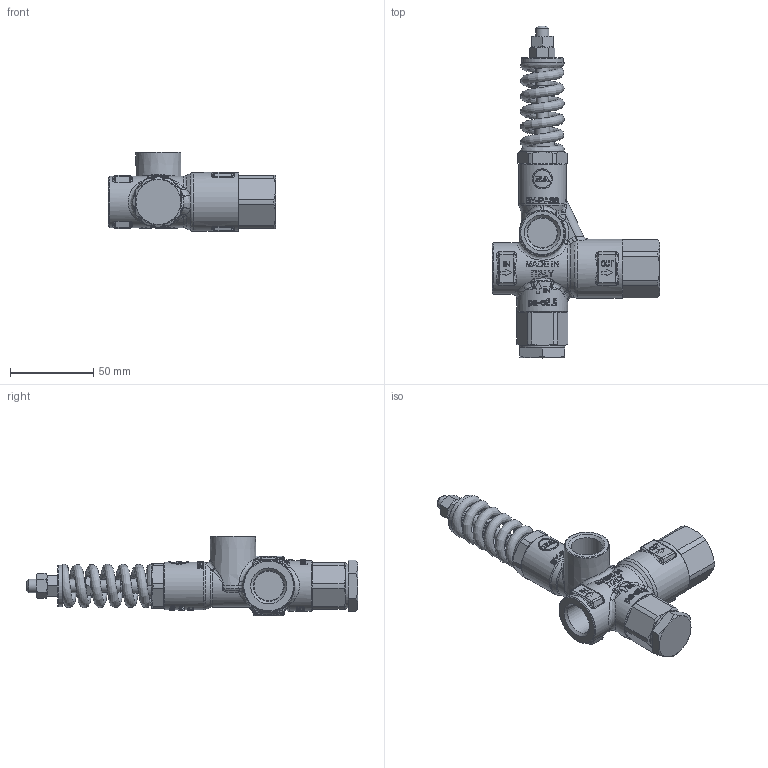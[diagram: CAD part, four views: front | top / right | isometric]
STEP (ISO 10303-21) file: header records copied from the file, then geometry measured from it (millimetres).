
FILE_DESCRIPTION(/* description */ (''),/* implementation_level */ '2;1');
FILE_NAME(/* name */ '60042360.stp',/* time_stamp */ '2021-04-23T10:52:03+02:00',/* author */ ('paolo.corradini'),/* organization */ (''),/* preprocessor_version */ 'ST-DEVELOPER v18.1',/* originating_system */ 'Autodesk Inventor 2020',/* authorisation */ '');
FILE_SCHEMA (('AUTOMOTIVE_DESIGN { 1 0 10303 214 3 1 1 }'));
Products named in the file (1): 60042360-CS
Bounding box: 100.5 x 199.7 x 48 mm (x, y, z)
Volume: 165983.8 mm3; surface area: 36610.9 mm2
Topology: 1 solids, 1 shells, 1388 faces, 3578 edges, 2303 vertices
Faces by surface type: plane 545, bspline 512, cylinder 177, cone 100, torus 35, sphere 19
Full cylindrical faces by diameter (mm): 7.5 x1, 8 x3, 8.2 x1, 9 x1, 10.8 x1, 12 x1, 14 x1, 14.5 x1, 18.631 x3, 25 x1, 27 x1, 28.5 x1, 30.5 x1, 31 x1, 35.5 x1
Entity records: 57015 total; most frequent: CARTESIAN_POINT 25154, ORIENTED_EDGE 7140, DIRECTION 4908, EDGE_CURVE 3570, VERTEX_POINT 2302, AXIS2_PLACEMENT_3D 1670, LINE 1568, VECTOR 1568
